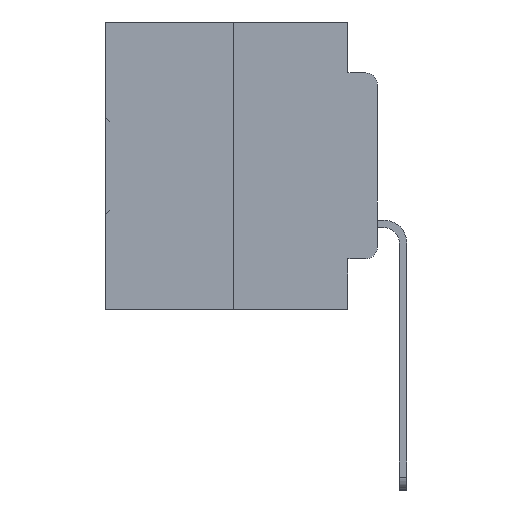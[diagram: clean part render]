
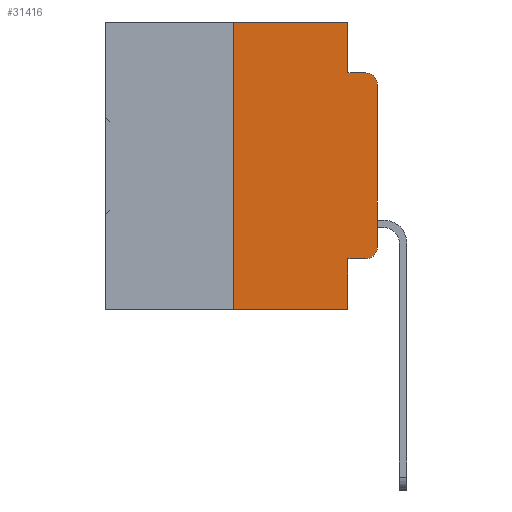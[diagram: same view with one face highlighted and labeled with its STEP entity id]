
A CAD part, left-side view. The second image highlights one B-rep face of the part: STEP entity #31416.
In plain terms, the highlighted planar face has unit normal (-1, 0, 0).
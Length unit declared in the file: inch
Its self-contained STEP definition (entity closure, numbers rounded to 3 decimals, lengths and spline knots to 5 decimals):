
#231 = VERTEX_POINT ( 'NONE', #7523 ) ;
#553 = EDGE_CURVE ( 'NONE', #2786, #4749, #3915, .T. ) ;
#643 = ORIENTED_EDGE ( 'NONE', *, *, #22770, .T. ) ;
#741 = CARTESIAN_POINT ( 'NONE',  ( 0., 0.02, -0.4115 ) ) ;
#762 = VERTEX_POINT ( 'NONE', #8912 ) ;
#963 = EDGE_CURVE ( 'NONE', #25524, #25538, #16916, .T. ) ;
#1644 = EDGE_CURVE ( 'NONE', #25538, #2786, #3013, .T. ) ;
#1649 = DIRECTION ( 'NONE',  ( 0., 0., -1. ) ) ;
#1890 = ORIENTED_EDGE ( 'NONE', *, *, #14126, .F. ) ;
#2642 = VECTOR ( 'NONE', #30757, 39.37008 ) ;
#2786 = VERTEX_POINT ( 'NONE', #27130 ) ;
#3013 = CIRCLE ( 'NONE', #29363, 0.02 ) ;
#3915 = LINE ( 'NONE', #20427, #8505 ) ;
#4024 = LINE ( 'NONE', #10106, #31498 ) ;
#4749 = VERTEX_POINT ( 'NONE', #22306 ) ;
#6133 = ORIENTED_EDGE ( 'NONE', *, *, #14031, .F. ) ;
#6275 = DIRECTION ( 'NONE',  ( 0., 0., -1. ) ) ;
#6688 = CARTESIAN_POINT ( 'NONE',  ( 0., 0.25, 0. ) ) ;
#6815 = CARTESIAN_POINT ( 'NONE',  ( 0., 0.051, -0.4115 ) ) ;
#7505 = VECTOR ( 'NONE', #33266, 39.37008 ) ;
#7523 = CARTESIAN_POINT ( 'NONE',  ( 0., 0.25, 0. ) ) ;
#7664 = CARTESIAN_POINT ( 'NONE',  ( 0., 0.051, -0.0885 ) ) ;
#7739 = LINE ( 'NONE', #15058, #13984 ) ;
#8315 = LINE ( 'NONE', #6688, #7505 ) ;
#8505 = VECTOR ( 'NONE', #29125, 39.37008 ) ;
#8754 = CARTESIAN_POINT ( 'NONE',  ( 0., 0.051, -0.4115 ) ) ;
#8912 = CARTESIAN_POINT ( 'NONE',  ( 0., 0.051, 0. ) ) ;
#8923 = VERTEX_POINT ( 'NONE', #30078 ) ;
#9015 = CARTESIAN_POINT ( 'NONE',  ( 0., 0.02, -0.0885 ) ) ;
#10106 = CARTESIAN_POINT ( 'NONE',  ( 0., 0.473, 0. ) ) ;
#11103 = EDGE_CURVE ( 'NONE', #19320, #231, #8315, .T. ) ;
#11617 = DIRECTION ( 'NONE',  ( -1., 0., 0. ) ) ;
#11631 = CARTESIAN_POINT ( 'NONE',  ( 0., 0.02, -0.3915 ) ) ;
#12172 = CARTESIAN_POINT ( 'NONE',  ( 0., 0.473, 0. ) ) ;
#13031 = ORIENTED_EDGE ( 'NONE', *, *, #963, .T. ) ;
#13573 = EDGE_CURVE ( 'NONE', #25524, #8923, #7739, .T. ) ;
#13898 = AXIS2_PLACEMENT_3D ( 'NONE', #27564, #11617, #30210 ) ;
#13952 = LINE ( 'NONE', #30828, #21014 ) ;
#13984 = VECTOR ( 'NONE', #1649, 39.37008 ) ;
#14031 = EDGE_CURVE ( 'NONE', #762, #33278, #13952, .T. ) ;
#14126 = EDGE_CURVE ( 'NONE', #231, #762, #4024, .T. ) ;
#14872 = DIRECTION ( 'NONE',  ( 0., 0., -1. ) ) ;
#15058 = CARTESIAN_POINT ( 'NONE',  ( 0., 0.051, 0. ) ) ;
#15635 = DIRECTION ( 'NONE',  ( 0., -1., 0. ) ) ;
#16593 = ORIENTED_EDGE ( 'NONE', *, *, #26504, .F. ) ;
#16916 = LINE ( 'NONE', #6815, #2642 ) ;
#18471 = FACE_OUTER_BOUND ( 'NONE', #22717, .T. ) ;
#19320 = VERTEX_POINT ( 'NONE', #20832 ) ;
#19917 = CARTESIAN_POINT ( 'NONE',  ( 0., 0.473, -0.5 ) ) ;
#20427 = CARTESIAN_POINT ( 'NONE',  ( 0., 0., 0. ) ) ;
#20736 = ORIENTED_EDGE ( 'NONE', *, *, #11103, .F. ) ;
#20832 = CARTESIAN_POINT ( 'NONE',  ( 0., 0.25, -0.5 ) ) ;
#21014 = VECTOR ( 'NONE', #25719, 39.37008 ) ;
#21338 = LINE ( 'NONE', #19917, #28416 ) ;
#22233 = DIRECTION ( 'NONE',  ( -1., 0., 0. ) ) ;
#22306 = CARTESIAN_POINT ( 'NONE',  ( 0., 0., -0.1085 ) ) ;
#22606 = DIRECTION ( 'NONE',  ( 0., -1., 0. ) ) ;
#22637 = CARTESIAN_POINT ( 'NONE',  ( 0., 0.051, -0.0885 ) ) ;
#22717 = EDGE_LOOP ( 'NONE', ( #32088, #643, #16593, #6133, #1890, #20736, #29001, #25573, #13031, #31970 ) ) ;
#22770 = EDGE_CURVE ( 'NONE', #4749, #31302, #26722, .T. ) ;
#25524 = VERTEX_POINT ( 'NONE', #8754 ) ;
#25538 = VERTEX_POINT ( 'NONE', #741 ) ;
#25573 = ORIENTED_EDGE ( 'NONE', *, *, #13573, .F. ) ;
#25719 = DIRECTION ( 'NONE',  ( 0., 0., -1. ) ) ;
#26251 = VECTOR ( 'NONE', #31579, 39.37008 ) ;
#26504 = EDGE_CURVE ( 'NONE', #33278, #31302, #33284, .T. ) ;
#26722 = CIRCLE ( 'NONE', #13898, 0.02 ) ;
#27130 = CARTESIAN_POINT ( 'NONE',  ( 0., 0., -0.3915 ) ) ;
#27564 = CARTESIAN_POINT ( 'NONE',  ( 0., 0.02, -0.1085 ) ) ;
#28086 = PLANE ( 'NONE',  #32481 ) ;
#28416 = VECTOR ( 'NONE', #22606, 39.37008 ) ;
#29001 = ORIENTED_EDGE ( 'NONE', *, *, #31940, .T. ) ;
#29125 = DIRECTION ( 'NONE',  ( 0., 0., 1. ) ) ;
#29363 = AXIS2_PLACEMENT_3D ( 'NONE', #11631, #22233, #6275 ) ;
#30078 = CARTESIAN_POINT ( 'NONE',  ( 0., 0.051, -0.5 ) ) ;
#30210 = DIRECTION ( 'NONE',  ( 0., 0., -1. ) ) ;
#30745 = DIRECTION ( 'NONE',  ( 1., 0., 0. ) ) ;
#30757 = DIRECTION ( 'NONE',  ( 0., -1., 0. ) ) ;
#30828 = CARTESIAN_POINT ( 'NONE',  ( 0., 0.051, 0. ) ) ;
#31302 = VERTEX_POINT ( 'NONE', #9015 ) ;
#31416 = ADVANCED_FACE ( 'NONE', ( #18471 ), #28086, .F. ) ;
#31498 = VECTOR ( 'NONE', #15635, 39.37008 ) ;
#31579 = DIRECTION ( 'NONE',  ( 0., -1., 0. ) ) ;
#31940 = EDGE_CURVE ( 'NONE', #19320, #8923, #21338, .T. ) ;
#31970 = ORIENTED_EDGE ( 'NONE', *, *, #1644, .T. ) ;
#32088 = ORIENTED_EDGE ( 'NONE', *, *, #553, .T. ) ;
#32481 = AXIS2_PLACEMENT_3D ( 'NONE', #12172, #30745, #14872 ) ;
#33266 = DIRECTION ( 'NONE',  ( 0., 0., 1. ) ) ;
#33278 = VERTEX_POINT ( 'NONE', #22637 ) ;
#33284 = LINE ( 'NONE', #7664, #26251 ) ;
